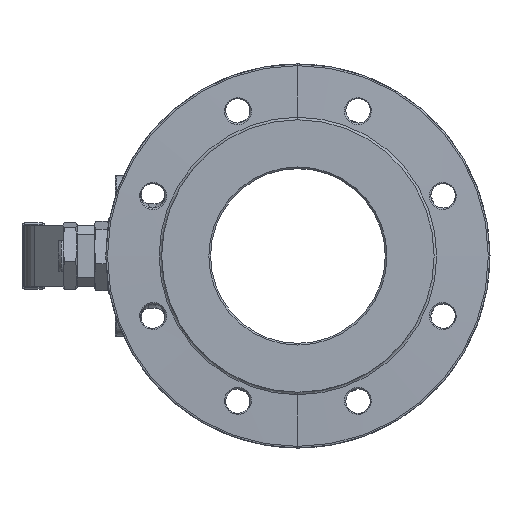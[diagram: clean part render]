
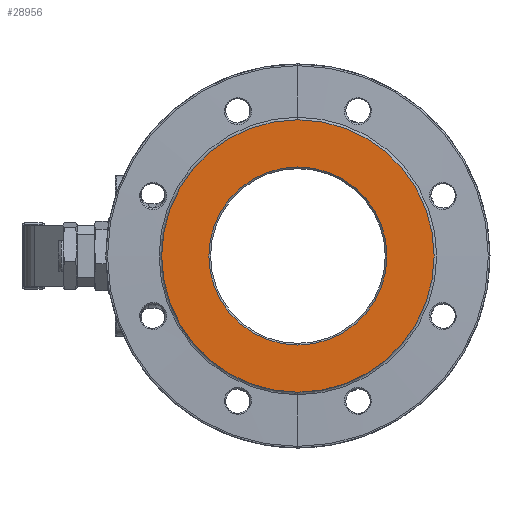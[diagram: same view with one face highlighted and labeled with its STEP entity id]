
A CAD part, left-side view. The second image highlights one B-rep face of the part: STEP entity #28956.
In plain terms, the highlighted planar face has unit normal (-1, 0, 0).
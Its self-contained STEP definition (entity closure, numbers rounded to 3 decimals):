
#16440 = DIRECTION ( 'NONE',  ( 0., 0., 1. ) ) ;
#16441 = DIRECTION ( 'NONE',  ( -1., 0., 0. ) ) ;
#16442 = CARTESIAN_POINT ( 'NONE',  ( -101., 0., 0. ) ) ;
#16443 = AXIS2_PLACEMENT_3D ( 'NONE', #16442, #16441, #16440 ) ;
#16448 = CIRCLE ( 'NONE', #16443, 51. ) ;
#16454 = CIRCLE ( 'NONE', #16514, 51. ) ;
#16455 = CARTESIAN_POINT ( 'NONE',  ( -101., 0., 51. ) ) ;
#16510 = CARTESIAN_POINT ( 'NONE',  ( -101., 0., -51. ) ) ;
#16511 = DIRECTION ( 'NONE',  ( 0., 0., 1. ) ) ;
#16512 = DIRECTION ( 'NONE',  ( -1., 0., 0. ) ) ;
#16513 = CARTESIAN_POINT ( 'NONE',  ( -101., 0., 0. ) ) ;
#16514 = AXIS2_PLACEMENT_3D ( 'NONE', #16513, #16512, #16511 ) ;
#16515 = CARTESIAN_POINT ( 'NONE',  ( -101., 0., -78. ) ) ;
#16516 = CARTESIAN_POINT ( 'NONE',  ( -101., 0., 78. ) ) ;
#16517 = DIRECTION ( 'NONE',  ( 0., 0., 1. ) ) ;
#16518 = DIRECTION ( 'NONE',  ( -1., 0., 0. ) ) ;
#16519 = AXIS2_PLACEMENT_3D ( 'NONE', #16525, #16518, #16517 ) ;
#16520 = CIRCLE ( 'NONE', #16519, 78. ) ;
#16521 = DIRECTION ( 'NONE',  ( 0., 0., -1. ) ) ;
#16522 = DIRECTION ( 'NONE',  ( 1., 0., 0. ) ) ;
#16523 = CARTESIAN_POINT ( 'NONE',  ( -101., -78.936, 78.936 ) ) ;
#16524 = AXIS2_PLACEMENT_3D ( 'NONE', #16523, #16522, #16521 ) ;
#16525 = CARTESIAN_POINT ( 'NONE',  ( -101., 0., 0. ) ) ;
#16537 = PLANE ( 'NONE',  #16524 ) ;
#16538 = FACE_OUTER_BOUND ( 'NONE', #28960, .T. ) ;
#16539 = FACE_BOUND ( 'NONE', #28957, .T. ) ;
#16563 = DIRECTION ( 'NONE',  ( 0., 0., 1. ) ) ;
#16564 = DIRECTION ( 'NONE',  ( -1., 0., 0. ) ) ;
#16565 = CARTESIAN_POINT ( 'NONE',  ( -101., 0., 0. ) ) ;
#16566 = AXIS2_PLACEMENT_3D ( 'NONE', #16565, #16564, #16563 ) ;
#16567 = CIRCLE ( 'NONE', #16566, 78. ) ;
#28881 = EDGE_CURVE ( 'NONE', #28912, #28909, #16448, .T. ) ;
#28909 = VERTEX_POINT ( 'NONE', #16455 ) ;
#28911 = EDGE_CURVE ( 'NONE', #28909, #28912, #16454, .T. ) ;
#28912 = VERTEX_POINT ( 'NONE', #16510 ) ;
#28956 = ADVANCED_FACE ( 'NONE', ( #16539, #16538 ), #16537, .F. ) ;
#28957 = EDGE_LOOP ( 'NONE', ( #28958, #28959 ) ) ;
#28958 = ORIENTED_EDGE ( 'NONE', *, *, #28911, .F. ) ;
#28959 = ORIENTED_EDGE ( 'NONE', *, *, #28881, .F. ) ;
#28960 = EDGE_LOOP ( 'NONE', ( #28961, #28969 ) ) ;
#28961 = ORIENTED_EDGE ( 'NONE', *, *, #28963, .T. ) ;
#28963 = EDGE_CURVE ( 'NONE', #28966, #28967, #16520, .T. ) ;
#28966 = VERTEX_POINT ( 'NONE', #16516 ) ;
#28967 = VERTEX_POINT ( 'NONE', #16515 ) ;
#28969 = ORIENTED_EDGE ( 'NONE', *, *, #28971, .T. ) ;
#28971 = EDGE_CURVE ( 'NONE', #28967, #28966, #16567, .T. ) ;
